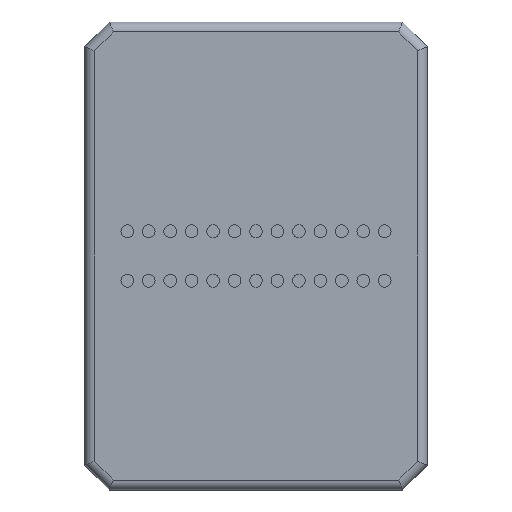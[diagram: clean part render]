
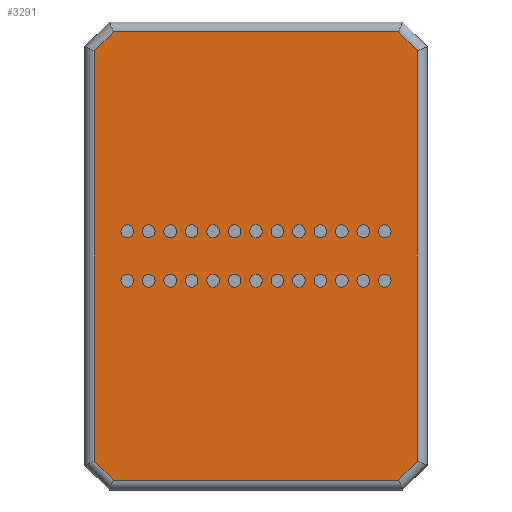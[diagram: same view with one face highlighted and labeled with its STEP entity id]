
A CAD part, front view. The second image highlights one B-rep face of the part: STEP entity #3291.
In plain terms, the highlighted planar face has unit normal (0, -1, 0).
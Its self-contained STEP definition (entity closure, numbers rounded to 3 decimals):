
#3220 = CARTESIAN_POINT ( 'NONE',  ( -8.281, 1., 10.519 ) ) ;
#3221 = VERTEX_POINT ( 'NONE', #3220 ) ;
#3222 = CARTESIAN_POINT ( 'NONE',  ( -8.281, 1., -10.519 ) ) ;
#3223 = VERTEX_POINT ( 'NONE', #3222 ) ;
#3224 = CARTESIAN_POINT ( 'NONE',  ( -8.281, 1., -10.729 ) ) ;
#3225 = DIRECTION ( 'NONE',  ( 0., 0., -1. ) ) ;
#3226 = VECTOR ( 'NONE', #3225, 1000. ) ;
#3227 = LINE ( 'NONE', #3224, #3226 ) ;
#3228 = EDGE_CURVE ( 'NONE', #3221, #3223, #3227, .T. ) ;
#3229 = ORIENTED_EDGE ( 'NONE', *, *, #3228, .T. ) ;
#3230 = CARTESIAN_POINT ( 'NONE',  ( -7.309, 1., -11.491 ) ) ;
#3231 = VERTEX_POINT ( 'NONE', #3230 ) ;
#3232 = CARTESIAN_POINT ( 'NONE',  ( -7.795, 1., -11.005 ) ) ;
#3233 = DIRECTION ( 'NONE',  ( 0.707, 0., -0.707 ) ) ;
#3234 = VECTOR ( 'NONE', #3233, 1000. ) ;
#3235 = LINE ( 'NONE', #3232, #3234 ) ;
#3236 = EDGE_CURVE ( 'NONE', #3223, #3231, #3235, .T. ) ;
#3237 = ORIENTED_EDGE ( 'NONE', *, *, #3236, .T. ) ;
#3238 = CARTESIAN_POINT ( 'NONE',  ( 7.309, 1., -11.491 ) ) ;
#3239 = VERTEX_POINT ( 'NONE', #3238 ) ;
#3240 = CARTESIAN_POINT ( 'NONE',  ( 7.519, 1., -11.491 ) ) ;
#3241 = DIRECTION ( 'NONE',  ( 1., 0., 0. ) ) ;
#3242 = VECTOR ( 'NONE', #3241, 1000. ) ;
#3243 = LINE ( 'NONE', #3240, #3242 ) ;
#3244 = EDGE_CURVE ( 'NONE', #3231, #3239, #3243, .T. ) ;
#3245 = ORIENTED_EDGE ( 'NONE', *, *, #3244, .T. ) ;
#3246 = CARTESIAN_POINT ( 'NONE',  ( 8.281, 1., -10.519 ) ) ;
#3247 = VERTEX_POINT ( 'NONE', #3246 ) ;
#3248 = CARTESIAN_POINT ( 'NONE',  ( 7.795, 1., -11.005 ) ) ;
#3249 = DIRECTION ( 'NONE',  ( 0.707, 0., 0.707 ) ) ;
#3250 = VECTOR ( 'NONE', #3249, 1000. ) ;
#3251 = LINE ( 'NONE', #3248, #3250 ) ;
#3252 = EDGE_CURVE ( 'NONE', #3239, #3247, #3251, .T. ) ;
#3253 = ORIENTED_EDGE ( 'NONE', *, *, #3252, .T. ) ;
#3254 = CARTESIAN_POINT ( 'NONE',  ( 8.281, 1., 10.519 ) ) ;
#3255 = VERTEX_POINT ( 'NONE', #3254 ) ;
#3256 = CARTESIAN_POINT ( 'NONE',  ( 8.281, 1., 10.729 ) ) ;
#3257 = DIRECTION ( 'NONE',  ( 0., 0., 1. ) ) ;
#3258 = VECTOR ( 'NONE', #3257, 1000. ) ;
#3259 = LINE ( 'NONE', #3256, #3258 ) ;
#3260 = EDGE_CURVE ( 'NONE', #3247, #3255, #3259, .T. ) ;
#3261 = ORIENTED_EDGE ( 'NONE', *, *, #3260, .T. ) ;
#3262 = CARTESIAN_POINT ( 'NONE',  ( 7.309, 1., 11.491 ) ) ;
#3263 = VERTEX_POINT ( 'NONE', #3262 ) ;
#3264 = CARTESIAN_POINT ( 'NONE',  ( 7.795, 1., 11.005 ) ) ;
#3265 = DIRECTION ( 'NONE',  ( -0.707, 0., 0.707 ) ) ;
#3266 = VECTOR ( 'NONE', #3265, 1000. ) ;
#3267 = LINE ( 'NONE', #3264, #3266 ) ;
#3268 = EDGE_CURVE ( 'NONE', #3255, #3263, #3267, .T. ) ;
#3269 = ORIENTED_EDGE ( 'NONE', *, *, #3268, .T. ) ;
#3270 = CARTESIAN_POINT ( 'NONE',  ( -7.309, 1., 11.491 ) ) ;
#3271 = VERTEX_POINT ( 'NONE', #3270 ) ;
#3272 = CARTESIAN_POINT ( 'NONE',  ( -7.519, 1., 11.491 ) ) ;
#3273 = DIRECTION ( 'NONE',  ( -1., 0., 0. ) ) ;
#3274 = VECTOR ( 'NONE', #3273, 1000. ) ;
#3275 = LINE ( 'NONE', #3272, #3274 ) ;
#3276 = EDGE_CURVE ( 'NONE', #3263, #3271, #3275, .T. ) ;
#3277 = ORIENTED_EDGE ( 'NONE', *, *, #3276, .T. ) ;
#3278 = CARTESIAN_POINT ( 'NONE',  ( -7.795, 1., 11.005 ) ) ;
#3279 = DIRECTION ( 'NONE',  ( -0.707, 0., -0.707 ) ) ;
#3280 = VECTOR ( 'NONE', #3279, 1000. ) ;
#3281 = LINE ( 'NONE', #3278, #3280 ) ;
#3282 = EDGE_CURVE ( 'NONE', #3271, #3221, #3281, .T. ) ;
#3283 = ORIENTED_EDGE ( 'NONE', *, *, #3282, .T. ) ;
#3284 = EDGE_LOOP ( 'NONE', ( #3229, #3237, #3245, #3253, #3261, #3269, #3277, #3283 ) ) ;
#3285 = FACE_OUTER_BOUND ( 'NONE', #3284, .T. ) ;
#3286 = CARTESIAN_POINT ( 'NONE',  ( 0., 1., 0. ) ) ;
#3287 = DIRECTION ( 'NONE',  ( 0., -1., 0. ) ) ;
#3288 = DIRECTION ( 'NONE',  ( 1., 0., 0. ) ) ;
#3289 = AXIS2_PLACEMENT_3D ( 'NONE', #3286, #3287, #3288 ) ;
#3290 = PLANE ( 'NONE', #3289 ) ;
#3291 = ADVANCED_FACE ( 'NONE', ( #3285 ), #3290, .T. ) ;
